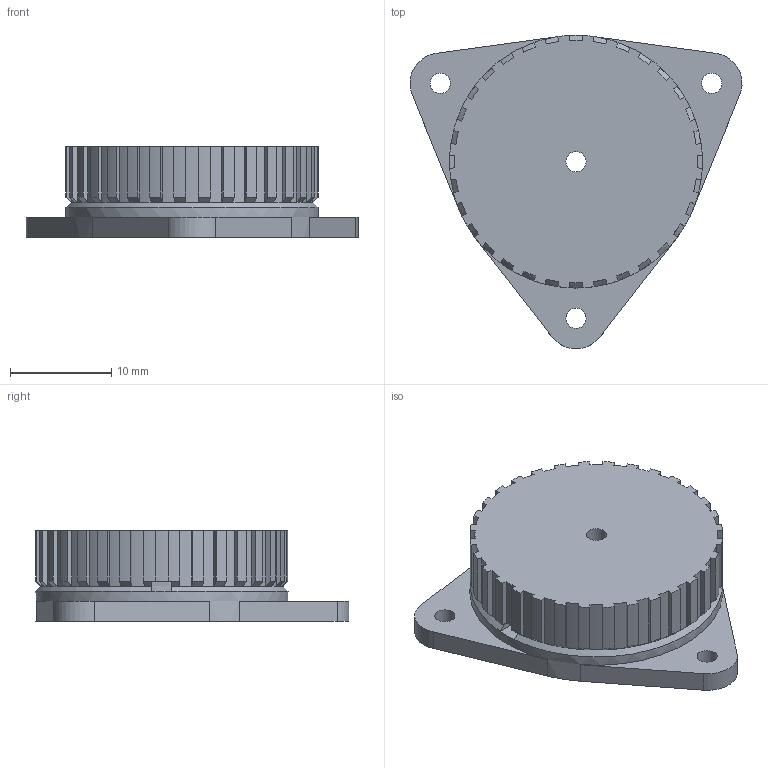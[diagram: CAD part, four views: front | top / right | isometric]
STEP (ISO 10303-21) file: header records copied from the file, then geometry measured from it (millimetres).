
FILE_DESCRIPTION(/* description */ (''),/* implementation_level */ '2;1');
FILE_NAME(/* name */ 'jig_iso_mount_drill_guide_v9.step',/* time_stamp */ '2023-01-15T12:00:54-08:00',/* author */ (''),/* organization */ (''),/* preprocessor_version */ 'ST-DEVELOPER v19.2',/* originating_system */ 'Autodesk Translation Framework v11.17.0.187',/* authorisation */ '');
FILE_SCHEMA (('AUTOMOTIVE_DESIGN { 1 0 10303 214 3 1 1 }'));
Length unit declared in the file: millimetre
Products named in the file (1): jig_iso_mount_drill_guide
Bounding box: 32.84 x 30.99 x 9 mm (x, y, z)
Volume: 4108.9 mm3; surface area: 3462.5 mm2
Topology: 2 solids, 2 shells, 211 faces, 541 edges, 336 vertices
Faces by surface type: plane 94, cylinder 77, cone 37, torus 2, sphere 1
Full cylindrical faces by diameter (mm): 2 x4, 4.276 x1, 12.192 x1, 13 x1, 20 x2, 25 x1
Entity records: 6428 total; most frequent: DIRECTION 1171, CARTESIAN_POINT 1113, ORIENTED_EDGE 1082, EDGE_CURVE 541, AXIS2_PLACEMENT_3D 430, VERTEX_POINT 336, LINE 311, VECTOR 311
